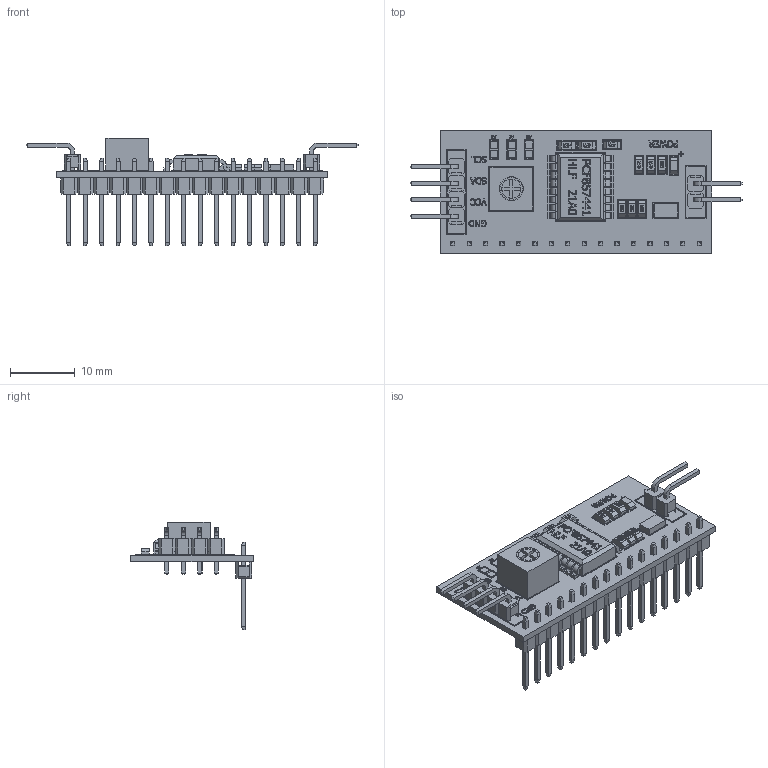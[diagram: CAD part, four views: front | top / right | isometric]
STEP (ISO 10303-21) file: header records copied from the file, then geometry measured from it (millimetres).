
FILE_DESCRIPTION(/* description */ (''),/* implementation_level */ '2;1');
FILE_NAME(/* name */ 'Interfaz_I2C.stp',/* time_stamp */ '2022-08-03T17:26:43-05:00',/* author */ ('Tecneu'),/* organization */ (''),/* preprocessor_version */ 'ST-DEVELOPER v18.1',/* originating_system */ 'Autodesk Inventor 2021',/* authorisation */ '');
FILE_SCHEMA (('AUTOMOTIVE_DESIGN { 1 0 10303 214 3 1 1 }'));
Products named in the file (10): Interfaz_I2C; Part2_I2C; 1x15 Male Pin Header; 1x1 Male Pin Header; 2Pin; 4Pin; Fusion; Fusion001; Fusion002; Fusion003
Assembly tree (11 placements, depth 3):
  Interfaz_I2C
    Part2_I2C
    1x15 Male Pin Header
    1x1 Male Pin Header
    2Pin
      Fusion001
      Fusion
    4Pin
      Fusion
      Fusion001
      Fusion002
      Fusion003
Bounding box: 51.32 x 19 x 16.65 mm (x, y, z)
Volume: 1633.1 mm3; surface area: 3742 mm2
Topology: 25 solids, 25 shells, 2436 faces, 6449 edges, 4224 vertices
Faces by surface type: plane 1955, bspline 395, cylinder 86
Full cylindrical faces by diameter (mm): 3.5 x1, 3.7 x1
Entity records: 75732 total; most frequent: CARTESIAN_POINT 17857, ORIENTED_EDGE 12498, DIRECTION 9589, EDGE_CURVE 6249, LINE 5293, VECTOR 5293, VERTEX_POINT 4096, EDGE_LOOP 2609
